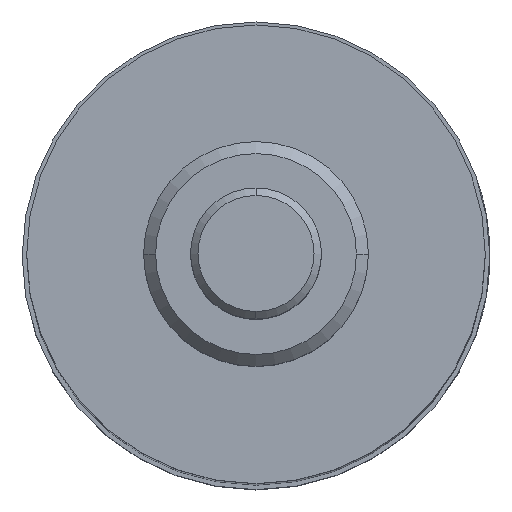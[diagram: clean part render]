
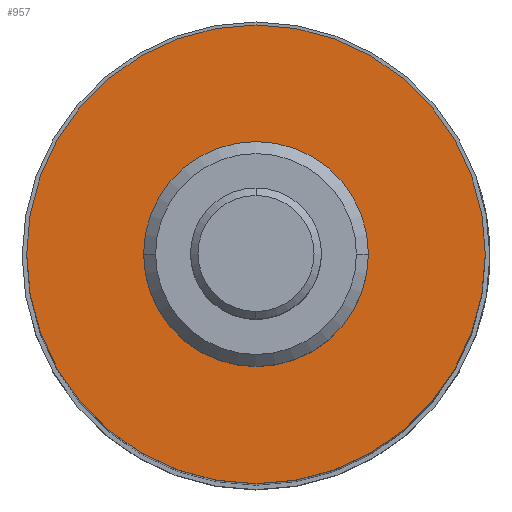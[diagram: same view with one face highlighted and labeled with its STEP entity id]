
A CAD part, top view. The second image highlights one B-rep face of the part: STEP entity #957.
In plain terms, the highlighted face is planar.
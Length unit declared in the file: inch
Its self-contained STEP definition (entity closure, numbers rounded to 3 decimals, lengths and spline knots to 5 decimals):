
#40 = CIRCLE ( 'NONE', #49, 0.37375 ) ;
#49 = AXIS2_PLACEMENT_3D ( 'NONE', #1631, #508, #1807 ) ;
#73 = FACE_BOUND ( 'NONE', #1357, .T. ) ;
#144 = EDGE_CURVE ( 'NONE', #1907, #255, #1487, .T. ) ;
#176 = ORIENTED_EDGE ( 'NONE', *, *, #1272, .F. ) ;
#190 = VERTEX_POINT ( 'NONE', #743 ) ;
#213 = AXIS2_PLACEMENT_3D ( 'NONE', #1022, #2303, #1213 ) ;
#247 = DIRECTION ( 'NONE',  ( 1., 0., 0. ) ) ;
#255 = VERTEX_POINT ( 'NONE', #1687 ) ;
#356 = CARTESIAN_POINT ( 'NONE',  ( 0.88, 0., 0. ) ) ;
#385 = ORIENTED_EDGE ( 'NONE', *, *, #525, .T. ) ;
#471 = CARTESIAN_POINT ( 'NONE',  ( 0.88, 0., -0.765 ) ) ;
#497 = AXIS2_PLACEMENT_3D ( 'NONE', #356, #1661, #544 ) ;
#508 = DIRECTION ( 'NONE',  ( -1., 0., 0. ) ) ;
#525 = EDGE_CURVE ( 'NONE', #255, #1907, #1264, .T. ) ;
#534 = FACE_OUTER_BOUND ( 'NONE', #1124, .T. ) ;
#544 = DIRECTION ( 'NONE',  ( 0., 0., 1. ) ) ;
#627 = VERTEX_POINT ( 'NONE', #2338 ) ;
#743 = CARTESIAN_POINT ( 'NONE',  ( 0.88, 0.37375, 0. ) ) ;
#913 = ORIENTED_EDGE ( 'NONE', *, *, #997, .F. ) ;
#957 = ADVANCED_FACE ( 'NONE', ( #73, #534 ), #2098, .F. ) ;
#997 = EDGE_CURVE ( 'NONE', #627, #190, #2359, .T. ) ;
#1004 = CARTESIAN_POINT ( 'NONE',  ( 0.88, 0.765, 0. ) ) ;
#1022 = CARTESIAN_POINT ( 'NONE',  ( 0.88, 0., 0. ) ) ;
#1024 = DIRECTION ( 'NONE',  ( -1., 0., 0. ) ) ;
#1124 = EDGE_LOOP ( 'NONE', ( #385, #1454 ) ) ;
#1193 = DIRECTION ( 'NONE',  ( 0., 0., -1. ) ) ;
#1213 = DIRECTION ( 'NONE',  ( 0., -1., 0. ) ) ;
#1264 = CIRCLE ( 'NONE', #2089, 0.765 ) ;
#1272 = EDGE_CURVE ( 'NONE', #190, #627, #40, .T. ) ;
#1357 = EDGE_LOOP ( 'NONE', ( #913, #176 ) ) ;
#1454 = ORIENTED_EDGE ( 'NONE', *, *, #144, .T. ) ;
#1487 = CIRCLE ( 'NONE', #497, 0.765 ) ;
#1631 = CARTESIAN_POINT ( 'NONE',  ( 0.88, 0., 0. ) ) ;
#1661 = DIRECTION ( 'NONE',  ( -1., 0., 0. ) ) ;
#1687 = CARTESIAN_POINT ( 'NONE',  ( 0.88, 0., 0.765 ) ) ;
#1807 = DIRECTION ( 'NONE',  ( 0., -1., 0. ) ) ;
#1907 = VERTEX_POINT ( 'NONE', #471 ) ;
#2089 = AXIS2_PLACEMENT_3D ( 'NONE', #2118, #1024, #2305 ) ;
#2098 = PLANE ( 'NONE',  #2244 ) ;
#2118 = CARTESIAN_POINT ( 'NONE',  ( 0.88, 0., 0. ) ) ;
#2244 = AXIS2_PLACEMENT_3D ( 'NONE', #1004, #247, #1193 ) ;
#2303 = DIRECTION ( 'NONE',  ( -1., 0., 0. ) ) ;
#2305 = DIRECTION ( 'NONE',  ( 0., 0., 1. ) ) ;
#2338 = CARTESIAN_POINT ( 'NONE',  ( 0.88, -0.37375, 0. ) ) ;
#2359 = CIRCLE ( 'NONE', #213, 0.37375 ) ;
